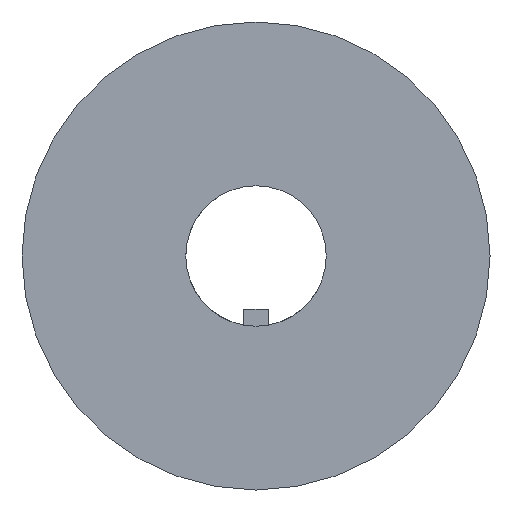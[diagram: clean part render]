
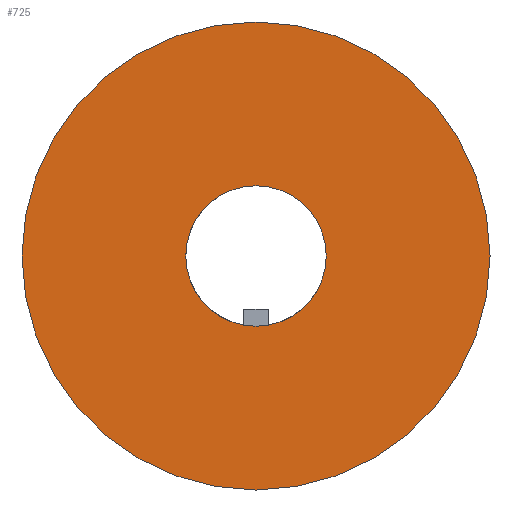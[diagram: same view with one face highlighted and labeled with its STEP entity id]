
A CAD part, front view. The second image highlights one B-rep face of the part: STEP entity #725.
In plain terms, the highlighted planar face has unit normal (0, -1, 0).
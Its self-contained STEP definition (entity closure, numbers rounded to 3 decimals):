
#238=CARTESIAN_POINT('',(0.,-2.,0.));
#239=DIRECTION('',(0.,1.,0.));
#240=DIRECTION('',(1.,0.,0.));
#241=AXIS2_PLACEMENT_3D('',#238,#239,#240);
#243=CARTESIAN_POINT('',(0.,-2.,0.));
#244=DIRECTION('',(0.,1.,0.));
#245=DIRECTION('',(-1.,0.,0.));
#246=AXIS2_PLACEMENT_3D('',#243,#244,#245);
#248=CARTESIAN_POINT('',(0.,-2.,0.));
#249=DIRECTION('',(0.,-1.,0.));
#250=DIRECTION('',(1.,0.,0.));
#251=AXIS2_PLACEMENT_3D('',#248,#249,#250);
#253=CARTESIAN_POINT('',(0.,-2.,0.));
#254=DIRECTION('',(0.,-1.,0.));
#255=DIRECTION('',(-1.,0.,0.));
#256=AXIS2_PLACEMENT_3D('',#253,#254,#255);
#288=CARTESIAN_POINT('',(5.25,-2.,0.));
#289=CARTESIAN_POINT('',(-5.25,-2.,0.));
#290=VERTEX_POINT('',#288);
#291=VERTEX_POINT('',#289);
#292=CARTESIAN_POINT('',(17.5,-2.,0.));
#293=CARTESIAN_POINT('',(-17.5,-2.,0.));
#294=VERTEX_POINT('',#292);
#295=VERTEX_POINT('',#293);
#712=CARTESIAN_POINT('',(0.,-2.,0.));
#713=DIRECTION('',(0.,-1.,0.));
#714=DIRECTION('',(1.,0.,0.));
#715=AXIS2_PLACEMENT_3D('',#712,#713,#714);
#716=PLANE('',#715);
#717=ORIENTED_EDGE('',*,*,#692,.F.);
#718=ORIENTED_EDGE('',*,*,#706,.F.);
#719=EDGE_LOOP('',(#717,#718));
#720=FACE_OUTER_BOUND('',#719,.F.);
#721=ORIENTED_EDGE('',*,*,#406,.F.);
#722=ORIENTED_EDGE('',*,*,#431,.F.);
#723=EDGE_LOOP('',(#721,#722));
#724=FACE_BOUND('',#723,.F.);
#242=CIRCLE('',#241,5.25);
#247=CIRCLE('',#246,5.25);
#252=CIRCLE('',#251,17.5);
#257=CIRCLE('',#256,17.5);
#406=EDGE_CURVE('',#290,#291,#242,.T.);
#431=EDGE_CURVE('',#291,#290,#247,.T.);
#692=EDGE_CURVE('',#294,#295,#252,.T.);
#706=EDGE_CURVE('',#295,#294,#257,.T.);
#725=ADVANCED_FACE('',(#720,#724),#716,.T.);
